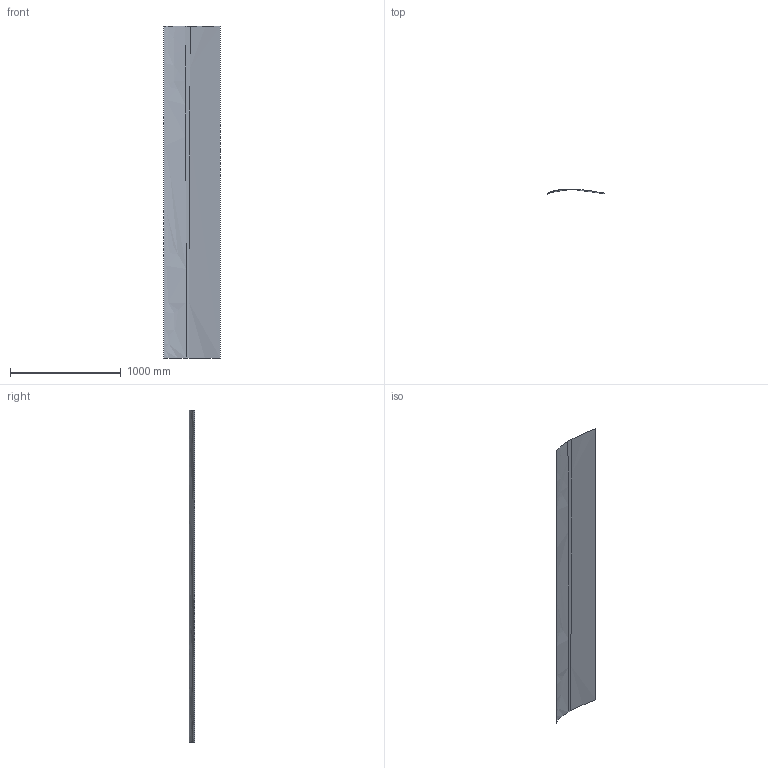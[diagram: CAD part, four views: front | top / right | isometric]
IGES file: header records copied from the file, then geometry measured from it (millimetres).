
Start section: SolidWorks IGES file using analytic representation for surfaces
Global section: file name: FX.IGS; native system: SolidWorks 2012; preprocessor: SolidWorks 2012; author: Niki; date: 120610.002030; units: millimetre
Bounding box: 512 x 47.99 x 3000 mm (x, y, z)
Surface area: 1585034.5 mm2 (no closed solid volume)
Topology: 0 solids, 0 shells, 3 faces, 36 edges, 36 vertices
Faces by surface type: bspline 3
